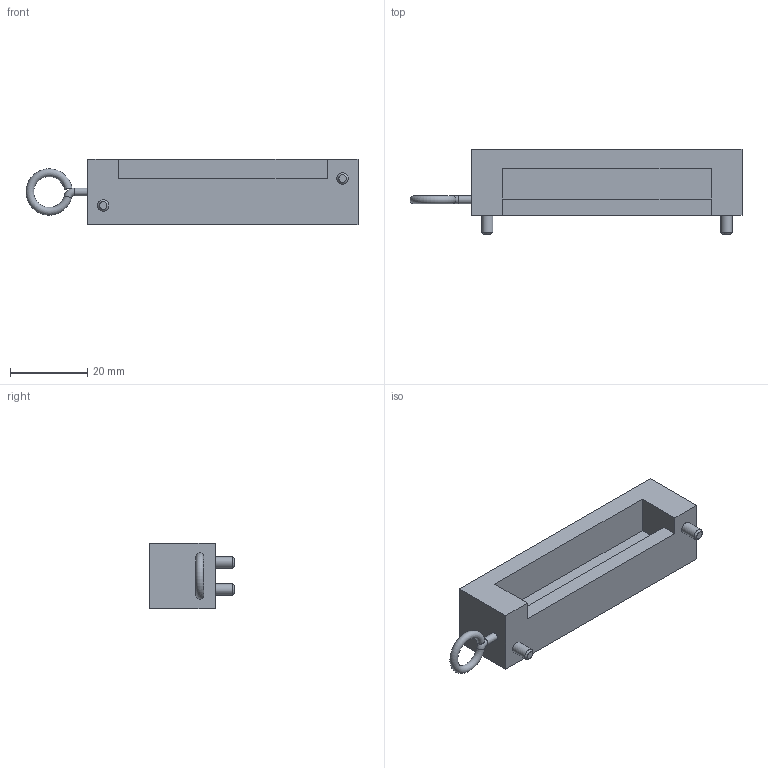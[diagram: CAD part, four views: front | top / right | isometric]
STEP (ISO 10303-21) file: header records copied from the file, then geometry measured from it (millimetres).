
FILE_DESCRIPTION (( 'STEP AP214' ), '1' );
FILE_NAME ('MSL_mold_outpart_noPin_101389(01)_A.step', '2023-03-15T08:49:29', ( '' ), ( '' ), 'SwSTEP 2.0', 'SolidWorks 2021', '' );
FILE_SCHEMA (( 'AUTOMOTIVE_DESIGN' ));
Length unit declared in the file: millimetre
Products named in the file (1): MSL_mold_outpart_noPin_101389(01)_A
Bounding box: 86 x 22 x 17 mm (x, y, z)
Volume: 29902.6 mm3; surface area: 12549.2 mm2
Topology: 2 solids, 2 shells, 40 faces, 91 edges, 60 vertices
Faces by surface type: plane 29, cylinder 5, cone 4, torus 2
Full cylindrical faces by diameter (mm): 2 x1, 2.95 x4
Entity records: 1067 total; most frequent: DIRECTION 174, CARTESIAN_POINT 173, ORIENTED_EDGE 152, EDGE_CURVE 76, LINE 60, VECTOR 60, AXIS2_PLACEMENT_3D 57, EDGE_LOOP 56
